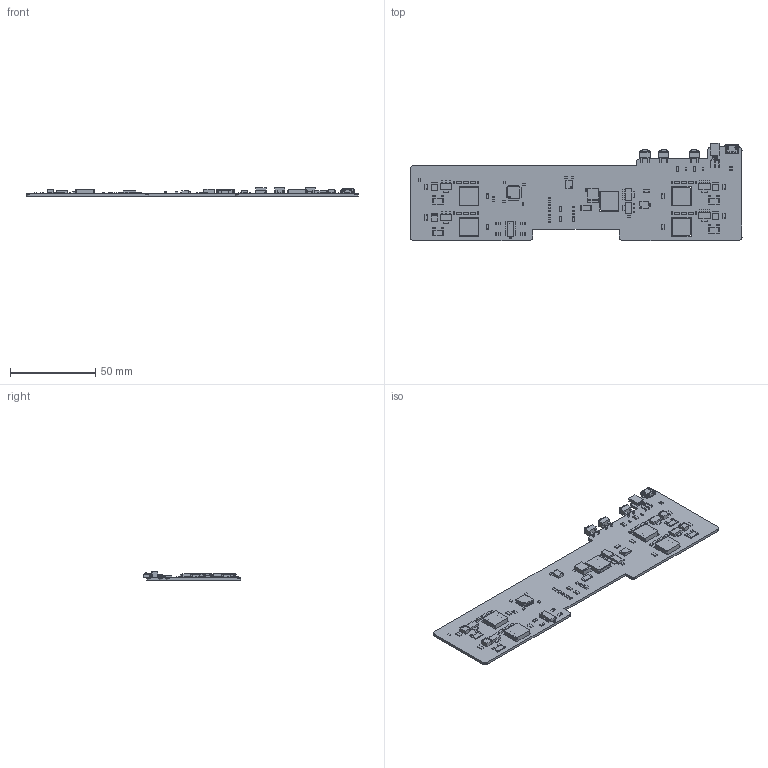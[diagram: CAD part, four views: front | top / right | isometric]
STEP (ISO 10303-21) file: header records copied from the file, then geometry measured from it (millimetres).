
FILE_DESCRIPTION(('Open CASCADE Model'),'2;1');
FILE_NAME('Open CASCADE Shape Model','2017-06-19T12:28:11',('Author'),( 'Open CASCADE'),'Open CASCADE STEP processor 6.2','Open CASCADE 6.2' ,'Unknown');
FILE_SCHEMA(('AUTOMOTIVE_DESIGN { 1 0 10303 214 1 1 1 1 }'));
Length unit declared in the file: millimetre
Products named in the file (230): PCB; Board; C20; 754178176; Extruded; 754181760; C19; C17; C16; 736783216; 736785392; C15; C14; C13; C12; R34; 754180864; 754180992; C11; R30; 754179968; R6; R5; R4; R47; R46; VD14; 736785904; 736785776; VD20; 736781424; VD19; VT7; 722185600; Cylinder; 661152960; R33; R32; R31; R29 ...
Assembly tree (554 placements, depth 4):
  PCB
    Board
    C20
      754178176  x2
        Extruded
      754181760
        Extruded
    C19
      754178176  x2
        Extruded
      754181760
        Extruded
    C17
      754178176  x2
        Extruded
      754181760
        Extruded
    C16
      736783216  x2
        Extruded
      736785392
        Extruded
    C15
      754178176  x2
        Extruded
      754181760
        Extruded
    C14
      736783216  x2
        Extruded
      736785392
        Extruded
    C13
      754178176  x2
        Extruded
      754181760
        Extruded
    C12
      754178176  x2
        Extruded
      754181760
        Extruded
    R34
      754180864  x2
        Extruded
      754180992
        Extruded
    C11
      754178176  x2
        Extruded
      754181760
        Extruded
    R30
      754178176  x2
        Extruded
      754179968
        Extruded
    R6
      754180864  x2
        Extruded
Bounding box: 195.02 x 57.01 x 5.03 mm (x, y, z)
Volume: 16047.1 mm3; surface area: 24016.7 mm2
Topology: 386 solids, 386 shells, 2853 faces, 6255 edges, 4210 vertices
Faces by surface type: plane 2720, cylinder 129, sphere 4
Full cylindrical faces by diameter (mm): 0.6 x1, 1 x3
Entity records: 64933 total; most frequent: CARTESIAN_POINT 12961, DIRECTION 9275, LINE 5738, VECTOR 5738, ORIENTED_EDGE 4508, PCURVE 4508, DEFINITIONAL_REPRESENTATION 4508, EDGE_CURVE 2254
